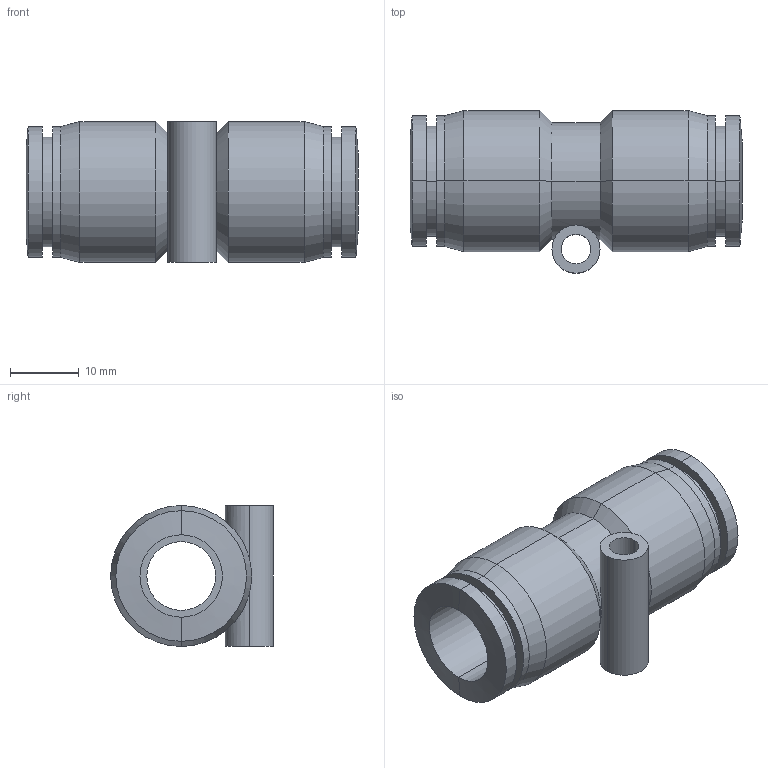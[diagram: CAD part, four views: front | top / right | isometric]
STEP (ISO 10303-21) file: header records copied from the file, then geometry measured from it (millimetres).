
FILE_DESCRIPTION (( 'STEP AP203' ), '1' );
FILE_NAME ('US12M.step', '2016-02-15T20:19:52', ( '' ), ( '' ), 'SwSTEP 2.0', 'SolidWorks 2015', '' );
FILE_SCHEMA (( 'CONFIG_CONTROL_DESIGN' ));
Length unit declared in the file: millimetre
Products named in the file (1): US12M
Bounding box: 48.3 x 23.65 x 20.5 mm (x, y, z)
Volume: 9190.2 mm3; surface area: 6172.1 mm2
Topology: 1 solids, 1 shells, 48 faces, 98 edges, 58 vertices
Faces by surface type: cylinder 28, cone 12, plane 8
Entity records: 1423 total; most frequent: CARTESIAN_POINT 285, DIRECTION 250, ORIENTED_EDGE 196, AXIS2_PLACEMENT_3D 105, EDGE_CURVE 98, EDGE_LOOP 58, VERTEX_POINT 58, CIRCLE 56
